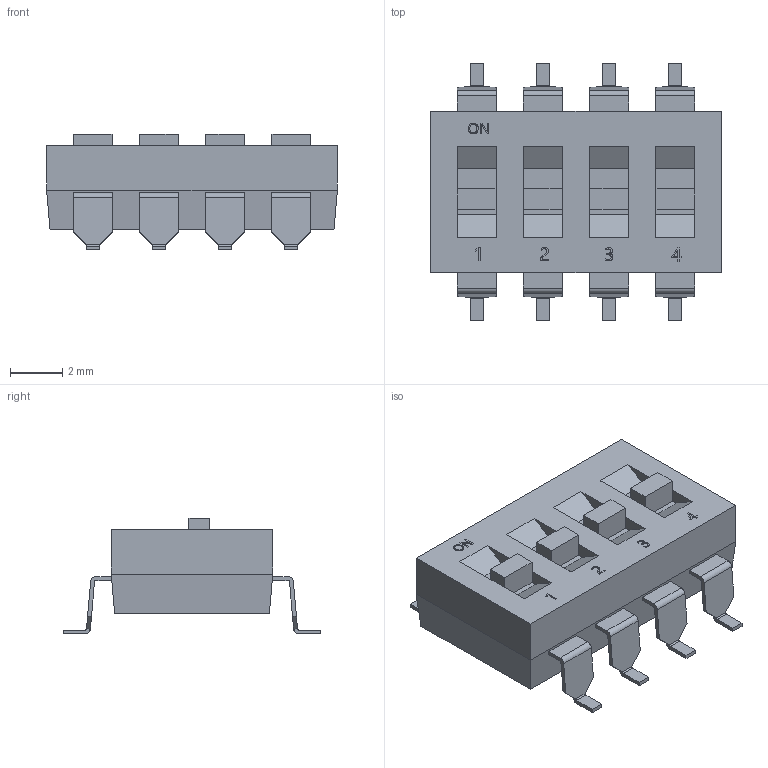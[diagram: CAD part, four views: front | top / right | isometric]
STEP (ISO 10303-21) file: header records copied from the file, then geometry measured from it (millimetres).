
FILE_DESCRIPTION (( 'STEP AP214' ), '1' );
FILE_NAME ('SW-SMD_KF1027B-04P-G00-DFT-01B.step', '2022-07-26T15:17:52', ( '' ), ( '' ), 'SwSTEP 2.0', 'SolidWorks 2020', '' );
FILE_SCHEMA (( 'AUTOMOTIVE_DESIGN' ));
Length unit declared in the file: millimetre
Products named in the file (1): SW-SMD_KF1027B-04P-G00-DFT-01B
Bounding box: 11.16 x 9.9 x 4.45 mm (x, y, z)
Volume: 219.7 mm3; surface area: 352.1 mm2
Topology: 14 solids, 14 shells, 560 faces, 1467 edges, 966 vertices
Faces by surface type: plane 380, bspline 148, cylinder 32
Entity records: 26434 total; most frequent: CARTESIAN_POINT 7270, ORIENTED_EDGE 2934, DIRECTION 2057, EDGE_CURVE 1467, VECTOR 1103, LINE 1103, VERTEX_POINT 966, EDGE_LOOP 603
